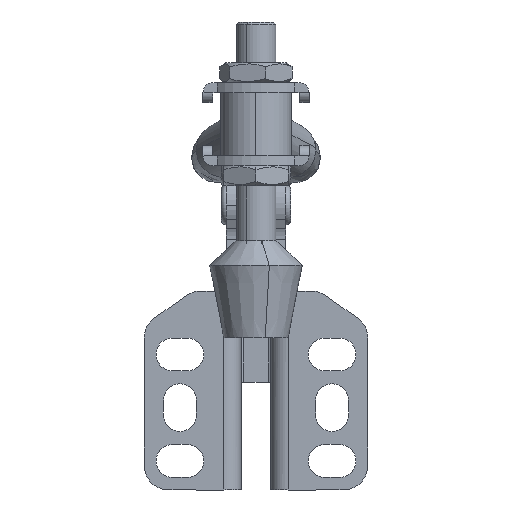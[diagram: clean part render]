
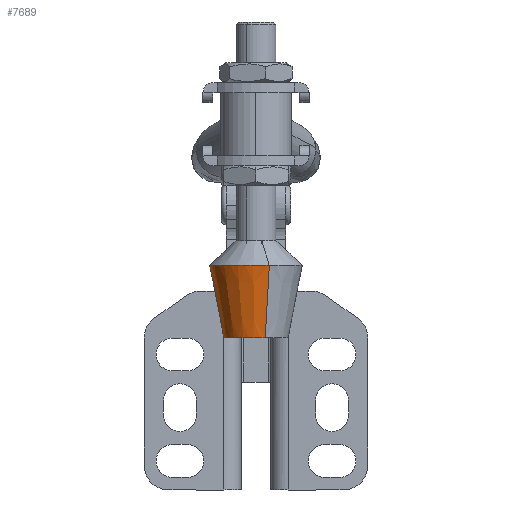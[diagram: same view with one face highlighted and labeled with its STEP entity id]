
A CAD part, left-side view. The second image highlights one B-rep face of the part: STEP entity #7689.
In plain terms, the highlighted conical face has half-angle 11 degrees and reference radius 6.5 mm.
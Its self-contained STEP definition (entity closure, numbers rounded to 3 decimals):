
#7689 = ADVANCED_FACE ( 'NONE', ( #15406 ), #15395, .T. ) ;
#8827 = VECTOR ( 'NONE', #24706, 1000. ) ;
#8829 = LINE ( 'NONE', #24692, #8827 ) ;
#8830 = VECTOR ( 'NONE', #24707, 1000. ) ;
#8832 = CIRCLE ( 'NONE', #14145, 9.325 ) ;
#8834 = LINE ( 'NONE', #24702, #8830 ) ;
#8836 = CIRCLE ( 'NONE', #14144, 6.5 ) ;
#13458 = EDGE_CURVE ( 'NONE', #31092, #31317, #8836, .T. ) ;
#13459 = EDGE_CURVE ( 'NONE', #31092, #31159, #8834, .T. ) ;
#13460 = EDGE_CURVE ( 'NONE', #31159, #31319, #8832, .T. ) ;
#13461 = EDGE_CURVE ( 'NONE', #31317, #31319, #8829, .T. ) ;
#13790 = AXIS2_PLACEMENT_3D ( 'NONE', #27936, #27940, #27947 ) ;
#14144 = AXIS2_PLACEMENT_3D ( 'NONE', #24700, #24697, #24693 ) ;
#14145 = AXIS2_PLACEMENT_3D ( 'NONE', #24687, #24685, #24684 ) ;
#15395 = CONICAL_SURFACE ( 'NONE', #13790, 6.5, 0.192 ) ;
#15406 = FACE_OUTER_BOUND ( 'NONE', #23614, .T. ) ;
#18453 = ORIENTED_EDGE ( 'NONE', *, *, #13461, .F. ) ;
#18454 = ORIENTED_EDGE ( 'NONE', *, *, #13460, .T. ) ;
#18455 = ORIENTED_EDGE ( 'NONE', *, *, #13459, .T. ) ;
#18456 = ORIENTED_EDGE ( 'NONE', *, *, #13458, .F. ) ;
#19115 = CARTESIAN_POINT ( 'NONE',  ( 0., 14.534, -9.325 ) ) ;
#19531 = CARTESIAN_POINT ( 'NONE',  ( 0., 0., 6.5 ) ) ;
#19535 = CARTESIAN_POINT ( 'NONE',  ( 0., 14.534, 9.325 ) ) ;
#22109 = CARTESIAN_POINT ( 'NONE',  ( 0., 0., -6.5 ) ) ;
#23614 = EDGE_LOOP ( 'NONE', ( #18456, #18455, #18454, #18453 ) ) ;
#24684 = DIRECTION ( 'NONE',  ( 0., 0., -1. ) ) ;
#24685 = DIRECTION ( 'NONE',  ( 0., -1., 0. ) ) ;
#24687 = CARTESIAN_POINT ( 'NONE',  ( 0., 14.534, 0. ) ) ;
#24692 = CARTESIAN_POINT ( 'NONE',  ( 0., 0., 6.5 ) ) ;
#24693 = DIRECTION ( 'NONE',  ( 0., 0., -1. ) ) ;
#24697 = DIRECTION ( 'NONE',  ( 0., -1., 0. ) ) ;
#24700 = CARTESIAN_POINT ( 'NONE',  ( 0., 0., 0. ) ) ;
#24702 = CARTESIAN_POINT ( 'NONE',  ( 0., 0., -6.5 ) ) ;
#24706 = DIRECTION ( 'NONE',  ( 0., 0.982, 0.191 ) ) ;
#24707 = DIRECTION ( 'NONE',  ( 0., 0.982, -0.191 ) ) ;
#27936 = CARTESIAN_POINT ( 'NONE',  ( 0., 0., 0. ) ) ;
#27940 = DIRECTION ( 'NONE',  ( 0., 1., 0. ) ) ;
#27947 = DIRECTION ( 'NONE',  ( 0., 0., 1. ) ) ;
#31092 = VERTEX_POINT ( 'NONE', #22109 ) ;
#31159 = VERTEX_POINT ( 'NONE', #19115 ) ;
#31317 = VERTEX_POINT ( 'NONE', #19531 ) ;
#31319 = VERTEX_POINT ( 'NONE', #19535 ) ;
